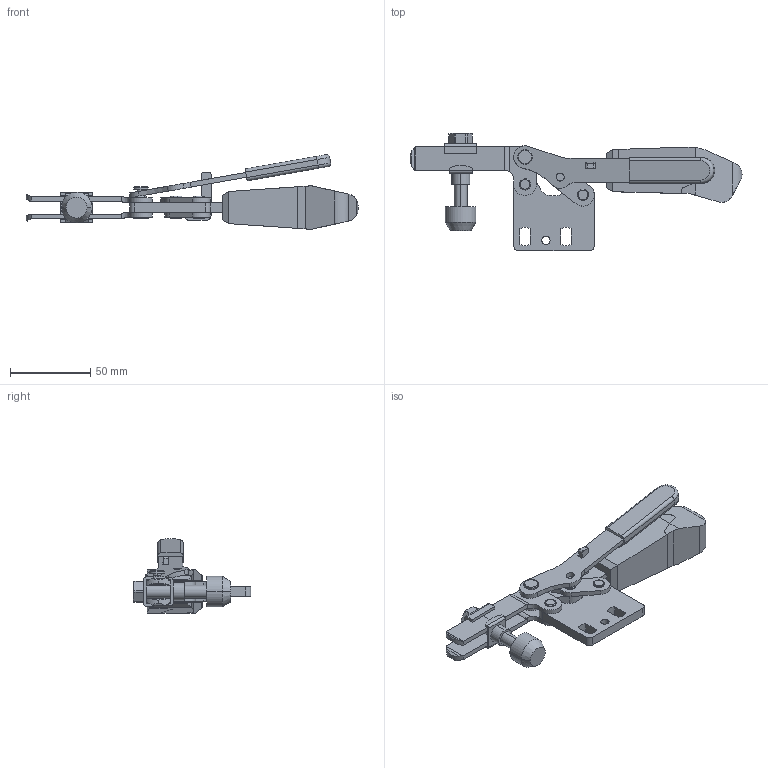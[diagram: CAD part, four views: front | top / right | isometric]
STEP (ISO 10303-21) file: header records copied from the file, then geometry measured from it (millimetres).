
FILE_DESCRIPTION (( 'STEP AP214' ), '1' );
FILE_NAME ('EH 23330.1614.STEP', '2019-10-25T05:36:30', ( '' ), ( '' ), 'SwSTEP 2.0', 'SolidWorks 2019', '' );
FILE_SCHEMA (( 'AUTOMOTIVE_DESIGN' ));
Length unit declared in the file: millimetre
Products named in the file (9): _92650-6_0.stp; _557233.stp; _491787.stp; _92650-3_0.stp; _93237-1.stp; _30MS-M8-3.stp; _146241.stp; _92650-2.stp; EH 23330.1614
Assembly tree (8 placements, depth 2):
  EH 23330.1614
    _93237-1.stp
    _92650-2.stp
    _92650-3_0.stp
    _557233.stp
    _491787.stp
    _30MS-M8-3.stp
    _146241.stp
    _92650-6_0.stp
Bounding box: 206.35 x 73.05 x 46.45 mm (x, y, z)
Volume: 96450.4 mm3; surface area: 38408.2 mm2
Topology: 8 solids, 9 shells, 386 faces, 1002 edges, 654 vertices
Faces by surface type: plane 191, cylinder 161, torus 18, cone 16
Entity records: 12840 total; most frequent: CARTESIAN_POINT 2576, ORIENTED_EDGE 2004, DIRECTION 1994, EDGE_CURVE 1002, AXIS2_PLACEMENT_3D 701, VERTEX_POINT 654, LINE 592, VECTOR 592
